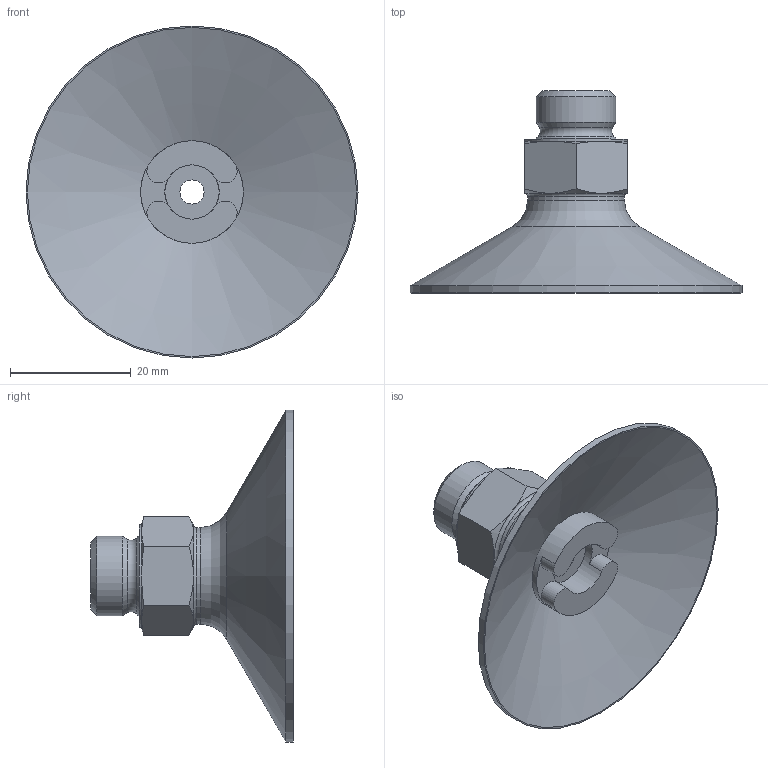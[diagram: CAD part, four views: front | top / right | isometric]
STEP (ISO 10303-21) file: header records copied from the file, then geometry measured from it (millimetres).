
FILE_DESCRIPTION(/* description */ ('STEP AP214'),/* implementation_level */ '2;1');
FILE_NAME(/* name */ '1379348_VAS-55-1_4-SI-B',/* time_stamp */ '2024-09-16T08:33:27+02:00',/* author */ ('License CC BY-ND 4.0'),/* organization */ ('CADENAS'),/* preprocessor_version */ 'ST-DEVELOPER v19.3',/* originating_system */ 'PARTsolutions',/* authorisation */ ' ');
FILE_SCHEMA (('AUTOMOTIVE_DESIGN {1 0 10303 214 3 1 1}'));
Length unit declared in the file: millimetre
Products named in the file (1): 1379348 VAS-55-1/4-SI-B
Bounding box: 55 x 33.5 x 55 mm (x, y, z)
Volume: 11168.9 mm3; surface area: 7177 mm2
Topology: 1 solids, 1 shells, 45 faces, 102 edges, 61 vertices
Faces by surface type: cone 17, plane 14, cylinder 11, torus 3
Full cylindrical faces by diameter (mm): 4 x1, 9 x1, 13.157 x1, 16 x1, 17 x2, 55 x1
Entity records: 1200 total; most frequent: CARTESIAN_POINT 258, DIRECTION 196, ORIENTED_EDGE 166, AXIS2_PLACEMENT_3D 91, EDGE_CURVE 83, EDGE_LOOP 64, FACE_BOUND 64, VERTEX_POINT 57
